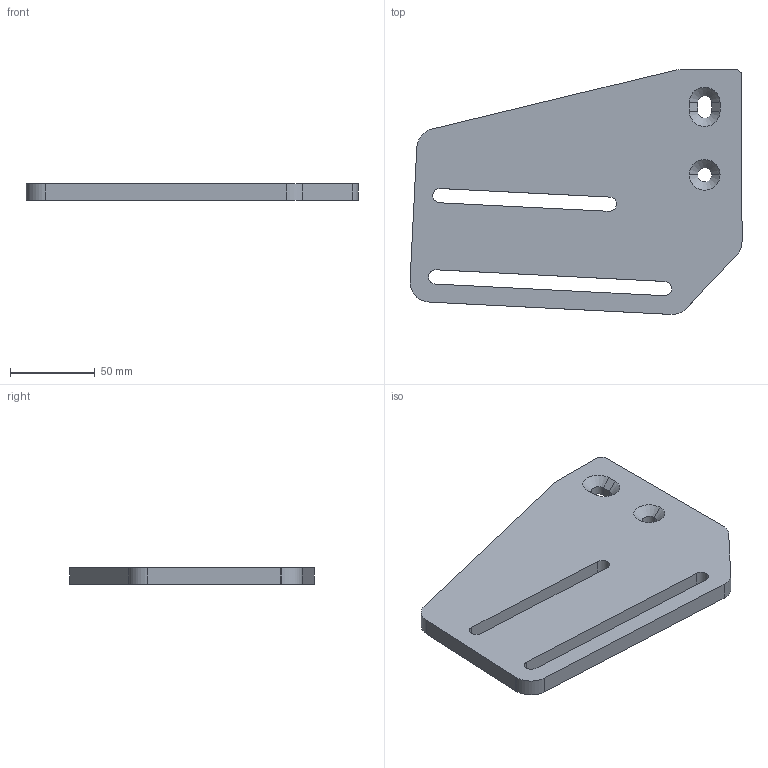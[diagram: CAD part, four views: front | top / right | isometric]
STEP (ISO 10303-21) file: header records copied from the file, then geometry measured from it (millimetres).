
FILE_DESCRIPTION (( 'STEP AP203' ), '1' );
FILE_NAME ('Plateau montant volant G eps.10mm.STEP', '2019-12-18T21:27:55', ( '' ), ( '' ), 'SwSTEP 2.0', 'SolidWorks 2018', '' );
FILE_SCHEMA (( 'CONFIG_CONTROL_DESIGN' ));
Length unit declared in the file: millimetre
Products named in the file (1): Plateau montant volant G eps.10mm
Bounding box: 195.59 x 144.21 x 10 mm (x, y, z)
Volume: 213275.8 mm3; surface area: 54622.9 mm2
Topology: 1 solids, 1 shells, 37 faces, 99 edges, 64 vertices
Faces by surface type: cylinder 17, plane 16, cone 4
Entity records: 1256 total; most frequent: DIRECTION 213, CARTESIAN_POINT 201, ORIENTED_EDGE 198, EDGE_CURVE 99, AXIS2_PLACEMENT_3D 76, VERTEX_POINT 64, VECTOR 61, LINE 61
